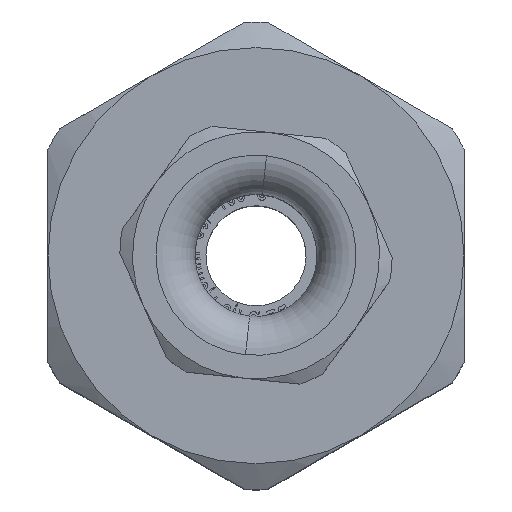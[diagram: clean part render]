
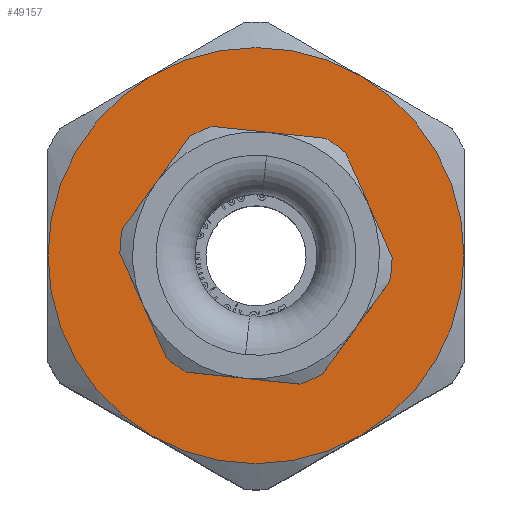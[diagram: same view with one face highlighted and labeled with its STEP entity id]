
A CAD part, top view. The second image highlights one B-rep face of the part: STEP entity #49157.
In plain terms, the highlighted planar face has unit normal (0, 0, 1).
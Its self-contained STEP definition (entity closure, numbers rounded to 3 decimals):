
#2405 = ORIENTED_EDGE ( 'NONE', *, *, #52143, .T. ) ;
#2873 = DIRECTION ( 'NONE',  ( 0., 0., 1. ) ) ;
#3262 = ORIENTED_EDGE ( 'NONE', *, *, #36430, .T. ) ;
#4592 = EDGE_CURVE ( 'NONE', #35218, #23758, #42649, .T. ) ;
#4837 = ORIENTED_EDGE ( 'NONE', *, *, #58745, .T. ) ;
#5247 = CIRCLE ( 'NONE', #22518, 8.5 ) ;
#5403 = CIRCLE ( 'NONE', #39956, 8.5 ) ;
#5608 = AXIS2_PLACEMENT_3D ( 'NONE', #6383, #15968, #57100 ) ;
#6232 = VERTEX_POINT ( 'NONE', #18925 ) ;
#6383 = CARTESIAN_POINT ( 'NONE',  ( 0., 0., 44. ) ) ;
#6656 = CIRCLE ( 'NONE', #37309, 16. ) ;
#6874 = DIRECTION ( 'NONE',  ( 1., 0., 0. ) ) ;
#10502 = CIRCLE ( 'NONE', #51751, 16. ) ;
#10733 = EDGE_CURVE ( 'NONE', #6232, #21175, #10502, .T. ) ;
#11266 = DIRECTION ( 'NONE',  ( 1., 0., 0. ) ) ;
#11625 = DIRECTION ( 'NONE',  ( 0., 0., -1. ) ) ;
#11859 = PLANE ( 'NONE',  #31281 ) ;
#11936 = AXIS2_PLACEMENT_3D ( 'NONE', #40180, #35653, #39880 ) ;
#14155 = EDGE_LOOP ( 'NONE', ( #18302, #43438, #18307, #4837, #59367, #2405 ) ) ;
#15754 = DIRECTION ( 'NONE',  ( 0., 0., -1. ) ) ;
#15968 = DIRECTION ( 'NONE',  ( 0., 0., 1. ) ) ;
#18302 = ORIENTED_EDGE ( 'NONE', *, *, #4592, .T. ) ;
#18307 = ORIENTED_EDGE ( 'NONE', *, *, #10733, .T. ) ;
#18925 = CARTESIAN_POINT ( 'NONE',  ( 8., 13.856, 44. ) ) ;
#21175 = VERTEX_POINT ( 'NONE', #49772 ) ;
#21313 = CARTESIAN_POINT ( 'NONE',  ( -8.5, 0., 44. ) ) ;
#21398 = EDGE_LOOP ( 'NONE', ( #3262, #42685 ) ) ;
#22518 = AXIS2_PLACEMENT_3D ( 'NONE', #24238, #11625, #56378 ) ;
#23758 = VERTEX_POINT ( 'NONE', #58990 ) ;
#24238 = CARTESIAN_POINT ( 'NONE',  ( 0., 0., 44. ) ) ;
#24515 = AXIS2_PLACEMENT_3D ( 'NONE', #29693, #48030, #6874 ) ;
#24951 = EDGE_CURVE ( 'NONE', #39067, #46882, #56201, .T. ) ;
#25164 = CARTESIAN_POINT ( 'NONE',  ( 8.5, 0., 44. ) ) ;
#25505 = CARTESIAN_POINT ( 'NONE',  ( 0., 0., 44. ) ) ;
#25617 = CIRCLE ( 'NONE', #5608, 16. ) ;
#29216 = VERTEX_POINT ( 'NONE', #21313 ) ;
#29369 = EDGE_CURVE ( 'NONE', #23758, #6232, #38170, .T. ) ;
#29693 = CARTESIAN_POINT ( 'NONE',  ( 0., 0., 44. ) ) ;
#31281 = AXIS2_PLACEMENT_3D ( 'NONE', #39498, #2873, #11266 ) ;
#34054 = DIRECTION ( 'NONE',  ( 1., 0., 0. ) ) ;
#34462 = DIRECTION ( 'NONE',  ( 0., 0., 1. ) ) ;
#34807 = DIRECTION ( 'NONE',  ( 0., 0., 1. ) ) ;
#35218 = VERTEX_POINT ( 'NONE', #41016 ) ;
#35653 = DIRECTION ( 'NONE',  ( 0., 0., 1. ) ) ;
#36430 = EDGE_CURVE ( 'NONE', #42681, #29216, #5247, .T. ) ;
#37309 = AXIS2_PLACEMENT_3D ( 'NONE', #38576, #56872, #34054 ) ;
#37386 = CARTESIAN_POINT ( 'NONE',  ( -16., 0., 44. ) ) ;
#38170 = CIRCLE ( 'NONE', #54461, 16. ) ;
#38576 = CARTESIAN_POINT ( 'NONE',  ( 0., 0., 44. ) ) ;
#38592 = CARTESIAN_POINT ( 'NONE',  ( 0., 0., 44. ) ) ;
#39067 = VERTEX_POINT ( 'NONE', #37386 ) ;
#39498 = CARTESIAN_POINT ( 'NONE',  ( 0., 0., 44. ) ) ;
#39880 = DIRECTION ( 'NONE',  ( 1., 0., 0. ) ) ;
#39956 = AXIS2_PLACEMENT_3D ( 'NONE', #38592, #15754, #47924 ) ;
#40120 = CARTESIAN_POINT ( 'NONE',  ( -8., -13.856, 44. ) ) ;
#40180 = CARTESIAN_POINT ( 'NONE',  ( 0., 0., 44. ) ) ;
#41016 = CARTESIAN_POINT ( 'NONE',  ( 8., -13.856, 44. ) ) ;
#42649 = CIRCLE ( 'NONE', #11936, 16. ) ;
#42681 = VERTEX_POINT ( 'NONE', #25164 ) ;
#42685 = ORIENTED_EDGE ( 'NONE', *, *, #49197, .T. ) ;
#43438 = ORIENTED_EDGE ( 'NONE', *, *, #29369, .T. ) ;
#43860 = DIRECTION ( 'NONE',  ( 1., 0., 0. ) ) ;
#46882 = VERTEX_POINT ( 'NONE', #40120 ) ;
#47924 = DIRECTION ( 'NONE',  ( 1., 0., 0. ) ) ;
#48030 = DIRECTION ( 'NONE',  ( 0., 0., 1. ) ) ;
#49157 = ADVANCED_FACE ( 'NONE', ( #53002, #52408 ), #11859, .T. ) ;
#49197 = EDGE_CURVE ( 'NONE', #29216, #42681, #5403, .T. ) ;
#49772 = CARTESIAN_POINT ( 'NONE',  ( -8., 13.856, 44. ) ) ;
#51751 = AXIS2_PLACEMENT_3D ( 'NONE', #56977, #34462, #53089 ) ;
#52143 = EDGE_CURVE ( 'NONE', #46882, #35218, #25617, .T. ) ;
#52408 = FACE_OUTER_BOUND ( 'NONE', #14155, .T. ) ;
#53002 = FACE_BOUND ( 'NONE', #21398, .T. ) ;
#53089 = DIRECTION ( 'NONE',  ( 1., 0., 0. ) ) ;
#54461 = AXIS2_PLACEMENT_3D ( 'NONE', #25505, #34807, #43860 ) ;
#56201 = CIRCLE ( 'NONE', #24515, 16. ) ;
#56378 = DIRECTION ( 'NONE',  ( 1., 0., 0. ) ) ;
#56872 = DIRECTION ( 'NONE',  ( 0., 0., 1. ) ) ;
#56977 = CARTESIAN_POINT ( 'NONE',  ( 0., 0., 44. ) ) ;
#57100 = DIRECTION ( 'NONE',  ( 1., 0., 0. ) ) ;
#58745 = EDGE_CURVE ( 'NONE', #21175, #39067, #6656, .T. ) ;
#58990 = CARTESIAN_POINT ( 'NONE',  ( 16., 0., 44. ) ) ;
#59367 = ORIENTED_EDGE ( 'NONE', *, *, #24951, .T. ) ;
